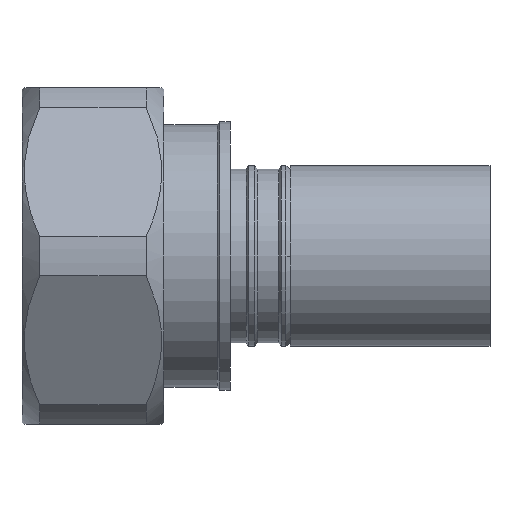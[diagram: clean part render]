
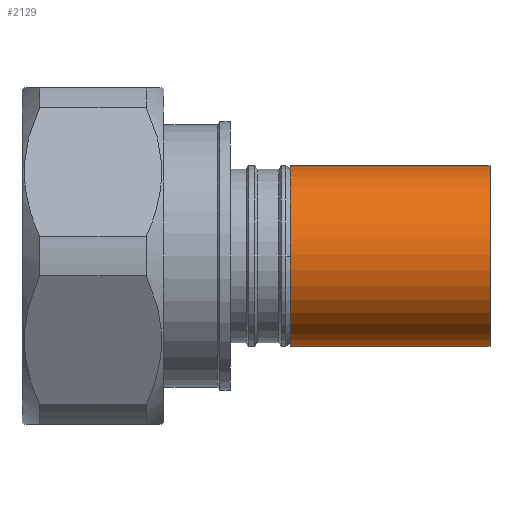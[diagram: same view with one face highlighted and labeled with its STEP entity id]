
A CAD part, front view. The second image highlights one B-rep face of the part: STEP entity #2129.
In plain terms, the highlighted cylindrical face has radius 8.6 mm (diameter 17.2 mm), a partial arc.
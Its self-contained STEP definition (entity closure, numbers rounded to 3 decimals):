
#84 = EDGE_LOOP ( 'NONE', ( #2196, #1487, #3855, #3664 ) ) ;
#272 = VECTOR ( 'NONE', #951, 1000. ) ;
#318 = DIRECTION ( 'NONE',  ( -1., 0., 0. ) ) ;
#473 = AXIS2_PLACEMENT_3D ( 'NONE', #4354, #2312, #3351 ) ;
#592 = CARTESIAN_POINT ( 'NONE',  ( 25.5, 0., 0. ) ) ;
#951 = DIRECTION ( 'NONE',  ( -1., 0., 0. ) ) ;
#1031 = CARTESIAN_POINT ( 'NONE',  ( 25.5, 0., 0. ) ) ;
#1088 = DIRECTION ( 'NONE',  ( 1., 0., 0. ) ) ;
#1162 = VERTEX_POINT ( 'NONE', #2364 ) ;
#1290 = LINE ( 'NONE', #3194, #4266 ) ;
#1358 = DIRECTION ( 'NONE',  ( 0., 0.017, 1. ) ) ;
#1362 = FACE_OUTER_BOUND ( 'NONE', #84, .T. ) ;
#1403 = CIRCLE ( 'NONE', #3167, 8.6 ) ;
#1487 = ORIENTED_EDGE ( 'NONE', *, *, #4315, .T. ) ;
#1726 = VERTEX_POINT ( 'NONE', #4335 ) ;
#1818 = LINE ( 'NONE', #2985, #272 ) ;
#1822 = DIRECTION ( 'NONE',  ( -1., 0., 0. ) ) ;
#2085 = EDGE_CURVE ( 'NONE', #1162, #1726, #1818, .T. ) ;
#2129 = ADVANCED_FACE ( 'NONE', ( #1362 ), #2526, .T. ) ;
#2196 = ORIENTED_EDGE ( 'NONE', *, *, #2998, .F. ) ;
#2227 = VERTEX_POINT ( 'NONE', #3031 ) ;
#2312 = DIRECTION ( 'NONE',  ( -1., 0., 0. ) ) ;
#2364 = CARTESIAN_POINT ( 'NONE',  ( 44.5, 0.142, 8.599 ) ) ;
#2526 = CYLINDRICAL_SURFACE ( 'NONE', #3190, 8.6 ) ;
#2538 = VERTEX_POINT ( 'NONE', #2626 ) ;
#2626 = CARTESIAN_POINT ( 'NONE',  ( 44.5, -0.142, -8.599 ) ) ;
#2771 = EDGE_CURVE ( 'NONE', #1726, #2227, #1403, .T. ) ;
#2985 = CARTESIAN_POINT ( 'NONE',  ( 25.5, 0.142, 8.599 ) ) ;
#2998 = EDGE_CURVE ( 'NONE', #2538, #2227, #1290, .T. ) ;
#3031 = CARTESIAN_POINT ( 'NONE',  ( 25.5, -0.142, -8.599 ) ) ;
#3167 = AXIS2_PLACEMENT_3D ( 'NONE', #1031, #1088, #1358 ) ;
#3190 = AXIS2_PLACEMENT_3D ( 'NONE', #592, #318, #3293 ) ;
#3194 = CARTESIAN_POINT ( 'NONE',  ( 25.5, -0.142, -8.599 ) ) ;
#3293 = DIRECTION ( 'NONE',  ( 0., 0.017, 1. ) ) ;
#3351 = DIRECTION ( 'NONE',  ( 0., 0.017, 1. ) ) ;
#3664 = ORIENTED_EDGE ( 'NONE', *, *, #2771, .T. ) ;
#3855 = ORIENTED_EDGE ( 'NONE', *, *, #2085, .T. ) ;
#4266 = VECTOR ( 'NONE', #1822, 1000. ) ;
#4315 = EDGE_CURVE ( 'NONE', #2538, #1162, #4369, .T. ) ;
#4335 = CARTESIAN_POINT ( 'NONE',  ( 25.5, 0.142, 8.599 ) ) ;
#4354 = CARTESIAN_POINT ( 'NONE',  ( 44.5, 0., 0. ) ) ;
#4369 = CIRCLE ( 'NONE', #473, 8.6 ) ;
